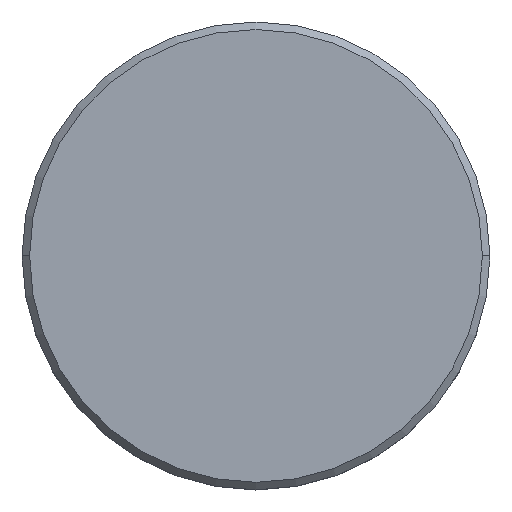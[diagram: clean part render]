
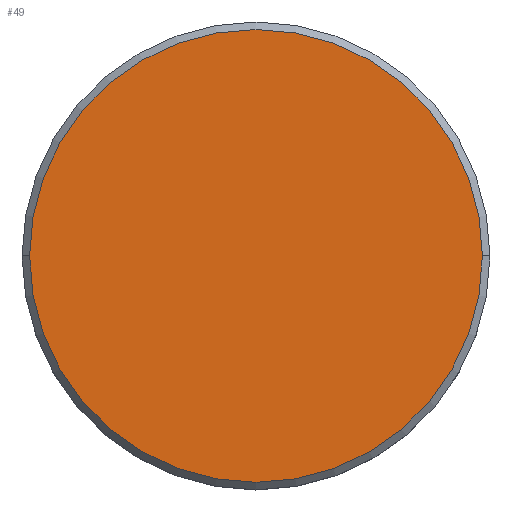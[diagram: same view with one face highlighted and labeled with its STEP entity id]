
A CAD part, top view. The second image highlights one B-rep face of the part: STEP entity #49.
In plain terms, the highlighted planar face has unit normal (0, 0, 1).
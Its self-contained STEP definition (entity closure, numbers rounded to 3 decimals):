
#49 = ADVANCED_FACE ( 'NONE', ( #69 ), #425, .T. ) ;
#69 = FACE_OUTER_BOUND ( 'NONE', #656, .T. ) ;
#95 = EDGE_CURVE ( 'NONE', #852, #185, #625, .T. ) ;
#185 = VERTEX_POINT ( 'NONE', #326 ) ;
#191 = AXIS2_PLACEMENT_3D ( 'NONE', #195, #1081, #1180 ) ;
#195 = CARTESIAN_POINT ( 'NONE',  ( 0., 0., 0. ) ) ;
#241 = AXIS2_PLACEMENT_3D ( 'NONE', #1158, #887, #340 ) ;
#326 = CARTESIAN_POINT ( 'NONE',  ( 15., 0., 0. ) ) ;
#340 = DIRECTION ( 'NONE',  ( 1., 0., 0. ) ) ;
#377 = ORIENTED_EDGE ( 'NONE', *, *, #713, .T. ) ;
#383 = AXIS2_PLACEMENT_3D ( 'NONE', #504, #872, #417 ) ;
#417 = DIRECTION ( 'NONE',  ( 1., 0., 0. ) ) ;
#425 = PLANE ( 'NONE',  #241 ) ;
#491 = CARTESIAN_POINT ( 'NONE',  ( -15., 0., 0. ) ) ;
#504 = CARTESIAN_POINT ( 'NONE',  ( 0., 0., 0. ) ) ;
#625 = CIRCLE ( 'NONE', #191, 15. ) ;
#656 = EDGE_LOOP ( 'NONE', ( #694, #377 ) ) ;
#694 = ORIENTED_EDGE ( 'NONE', *, *, #95, .T. ) ;
#713 = EDGE_CURVE ( 'NONE', #185, #852, #896, .T. ) ;
#852 = VERTEX_POINT ( 'NONE', #491 ) ;
#872 = DIRECTION ( 'NONE',  ( 0., 0., 1. ) ) ;
#887 = DIRECTION ( 'NONE',  ( 0., 0., 1. ) ) ;
#896 = CIRCLE ( 'NONE', #383, 15. ) ;
#1081 = DIRECTION ( 'NONE',  ( 0., 0., 1. ) ) ;
#1158 = CARTESIAN_POINT ( 'NONE',  ( 0., 0., 0. ) ) ;
#1180 = DIRECTION ( 'NONE',  ( 1., 0., 0. ) ) ;
